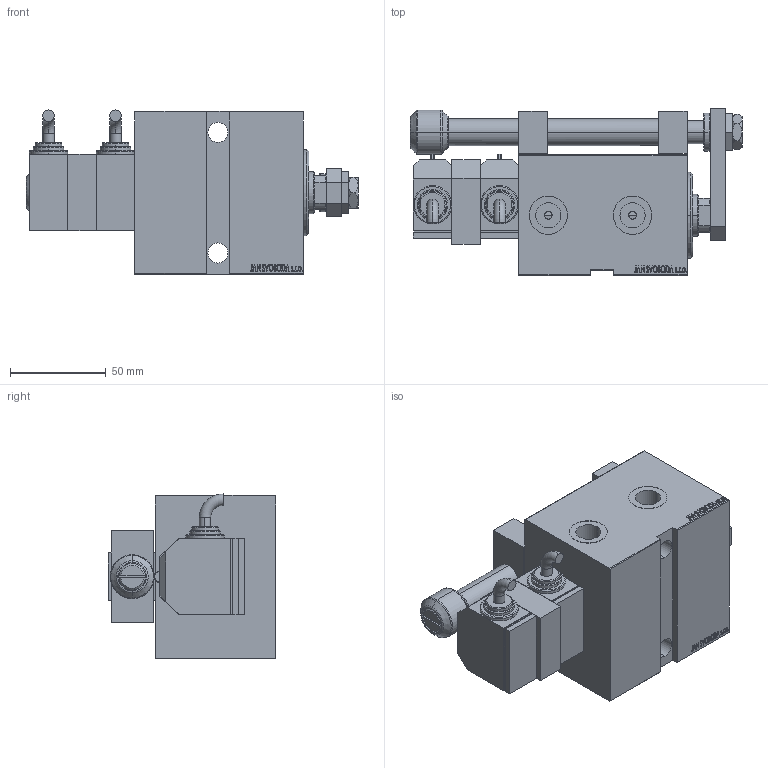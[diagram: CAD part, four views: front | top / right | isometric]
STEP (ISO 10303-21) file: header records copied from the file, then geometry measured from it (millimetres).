
FILE_DESCRIPTION (( 'STEP AP203' ), '1' );
FILE_NAME ('e508.STEP', '2021-03-19T09:13:43', ( '' ), ( '' ), 'SwSTEP 2.0', 'SolidWorks 2019', '' );
FILE_SCHEMA (( 'CONFIG_CONTROL_DESIGN' ));
Length unit declared in the file: millimetre
Products named in the file (13): V450CM_E 52185ec9b85b34a0dab2bd3e979d42f0; NUT_D19_P 52185ec9b85b34a0dab2bd3e979d42f0; ZARAZKA_P 52185ec9b85b34a0dab2bd3e979d42f0; KROUZEK_PRO_TYC 52185ec9b85b34a0dab2bd3e979d42f0; SWITCH DIM W_B 52185ec9b85b34a0dab2bd3e979d42f0; e508; NUT_D16 52185ec9b85b34a0dab2bd3e979d42f0; MIDDLE 52185ec9b85b34a0dab2bd3e979d42f0; V450CM_E_VCP 52185ec9b85b34a0dab2bd3e979d42f0; TYC_P 52185ec9b85b34a0dab2bd3e979d42f0; SWITCH P 52185ec9b85b34a0dab2bd3e979d42f0; V450CM_VC_B 52185ec9b85b34a0dab2bd3e979d42f0; SWITCH_P_FRONT_BACK 52185ec9b85b34a0dab2bd3e979d42f0
Assembly tree (14 placements, depth 2):
  e508
    V450CM_E 52185ec9b85b34a0dab2bd3e979d42f0
    V450CM_E_VCP 52185ec9b85b34a0dab2bd3e979d42f0
    V450CM_VC_B 52185ec9b85b34a0dab2bd3e979d42f0
    ZARAZKA_P 52185ec9b85b34a0dab2bd3e979d42f0
    KROUZEK_PRO_TYC 52185ec9b85b34a0dab2bd3e979d42f0
    MIDDLE 52185ec9b85b34a0dab2bd3e979d42f0
    NUT_D16 52185ec9b85b34a0dab2bd3e979d42f0
    NUT_D19_P 52185ec9b85b34a0dab2bd3e979d42f0
    SWITCH DIM W_B 52185ec9b85b34a0dab2bd3e979d42f0
    SWITCH P 52185ec9b85b34a0dab2bd3e979d42f0  x2
    SWITCH_P_FRONT_BACK 52185ec9b85b34a0dab2bd3e979d42f0  x2
    TYC_P 52185ec9b85b34a0dab2bd3e979d42f0
Bounding box: 173.5 x 87.5 x 85.76 mm (x, y, z)
Volume: 578768.8 mm3; surface area: 117620.3 mm2
Topology: 14 solids, 14 shells, 1074 faces, 2692 edges, 1768 vertices
Faces by surface type: plane 521, bspline 380, cylinder 104, cone 37, torus 32
Entity records: 48694 total; most frequent: CARTESIAN_POINT 25401, ORIENTED_EDGE 5084, DIRECTION 3293, EDGE_CURVE 2542, VERTEX_POINT 1672, LINE 1485, VECTOR 1485, EDGE_LOOP 1154
